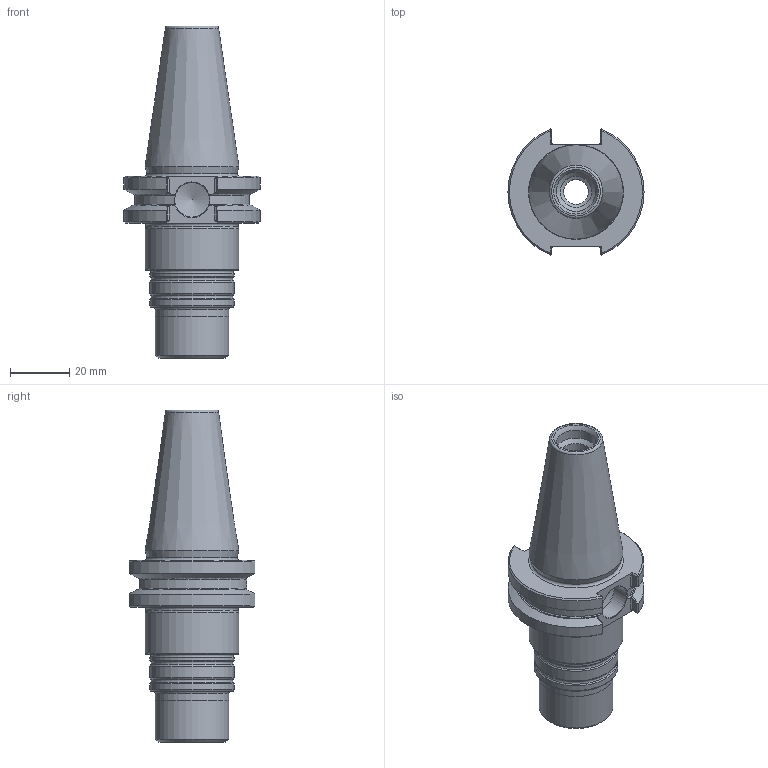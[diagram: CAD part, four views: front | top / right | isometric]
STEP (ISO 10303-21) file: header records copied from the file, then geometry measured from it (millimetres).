
FILE_DESCRIPTION(/* description */ (''),/* implementation_level */ '2;1');
FILE_NAME(/* name */ '433012031.stp',/* time_stamp */ '2021-01-08T12:38:47',/* author */ ('LRA'),/* organization */ ('REGO-FIX'),/* preprocessor_version */ ' Unknown',/* originating_system */ 'SIEMENS PLM Software Solid Edge ST10',/* authorization */ 'Unknown');
FILE_SCHEMA (('AUTOMOTIVE_DESIGN { 1 0 10303 214 2 1 1}'));
Length unit declared in the file: millimetre
Products named in the file (1): NOCUT
Bounding box: 46.03 x 42.63 x 112.33 mm (x, y, z)
Volume: 61781.7 mm3; surface area: 17410.1 mm2
Topology: 1 solids, 1 shells, 110 faces, 286 edges, 182 vertices
Faces by surface type: plane 37, cone 26, cylinder 25, torus 14, bspline 8
Full cylindrical faces by diameter (mm): 8.376 x1, 10.58 x1, 10.584 x1, 11.7 x1, 13.3 x1, 13.5 x1, 25 x2, 28.5 x4, 31.75 x1
Entity records: 4013 total; most frequent: CARTESIAN_POINT 852, ORIENTED_EDGE 470, DIRECTION 449, EDGE_CURVE 235, AXIS2_PLACEMENT_3D 187, VERTEX_POINT 173, FACE_BOUND 158, EDGE_LOOP 157
